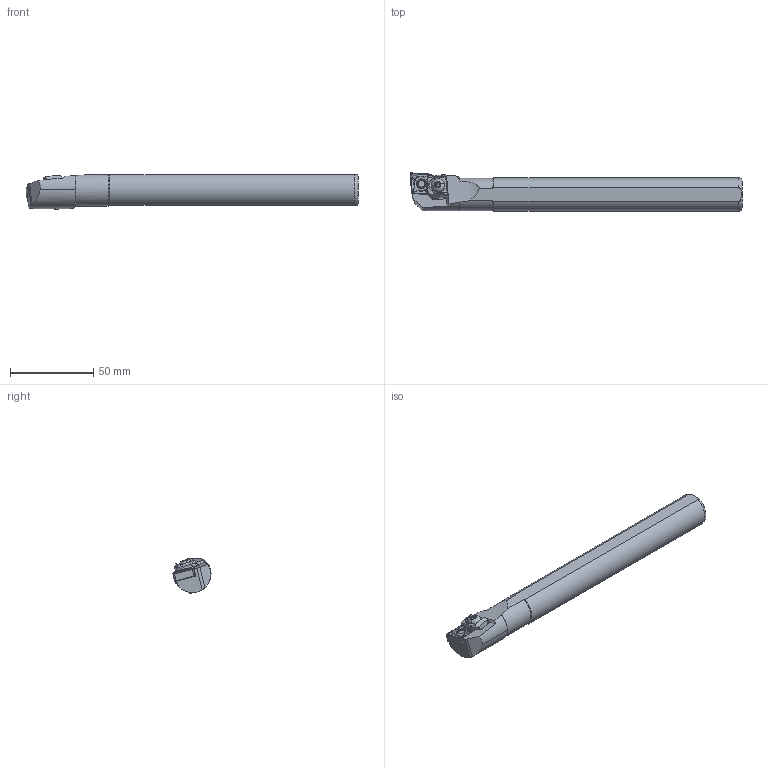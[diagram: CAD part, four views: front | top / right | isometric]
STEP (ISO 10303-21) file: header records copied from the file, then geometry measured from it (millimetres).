
FILE_DESCRIPTION (( 'STEP AP214' ), '1' );
FILE_NAME ('S20R-MCLNL-12-LIGHT.STP', '2023-10-20T11:05:54', ( '' ), ( '' ), 'SwSTEP 2.0', 'SolidWorks 2018', '' );
FILE_SCHEMA (( 'AUTOMOTIVE_DESIGN' ));
Length unit declared in the file: millimetre
Products named in the file (1): S20R-MCLNL-12-LIGHT
Bounding box: 200 x 23 x 20.86 mm (x, y, z)
Volume: 59354.1 mm3; surface area: 14326.2 mm2
Topology: 2 solids, 2 shells, 240 faces, 614 edges, 392 vertices
Faces by surface type: plane 122, cone 50, cylinder 49, torus 12, bspline 7
Entity records: 11016 total; most frequent: CARTESIAN_POINT 4412, ORIENTED_EDGE 1224, DIRECTION 1141, EDGE_CURVE 612, AXIS2_PLACEMENT_3D 401, VERTEX_POINT 392, VECTOR 339, LINE 339
